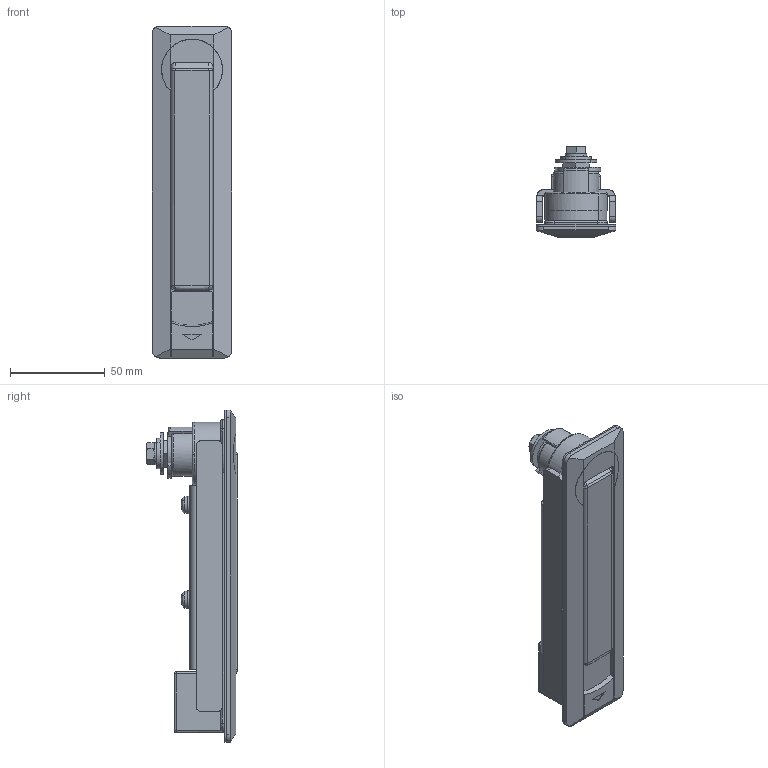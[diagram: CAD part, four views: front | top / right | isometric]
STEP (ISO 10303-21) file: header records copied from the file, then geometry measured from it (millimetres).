
FILE_DESCRIPTION((''),'2;1');
FILE_NAME('','2012-08-22T10:07:37',(''),(''),'','CADfix','');
FILE_SCHEMA(('AUTOMOTIVE_DESIGN { 1 0 10303 214 1 1 1 1 }'));
Length unit declared in the file: millimetre
Bounding box: 42 x 47.92 x 175 mm (x, y, z)
Volume: 110294.9 mm3; surface area: 72784.3 mm2
Topology: 12 solids, 12 shells, 464 faces, 1391 edges, 966 vertices
Faces by surface type: bspline 464
Entity records: 20511 total; most frequent: CARTESIAN_POINT 10861, ORIENTED_EDGE 2772, EDGE_CURVE 1386, STYLED_ITEM 1189, VERTEX_POINT 966, QUASI_UNIFORM_CURVE 694, B_SPLINE_CURVE_WITH_KNOTS 664, EDGE_LOOP 506
